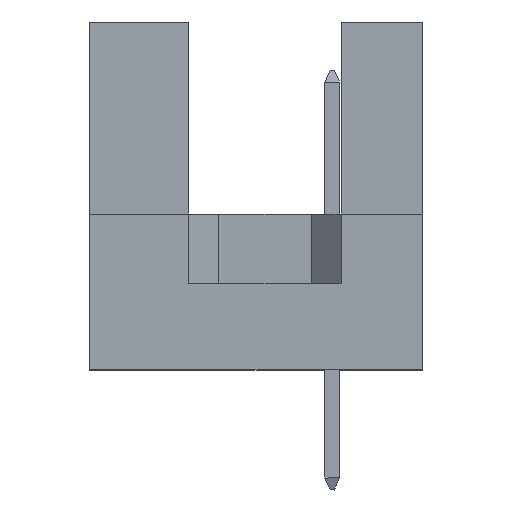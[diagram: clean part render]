
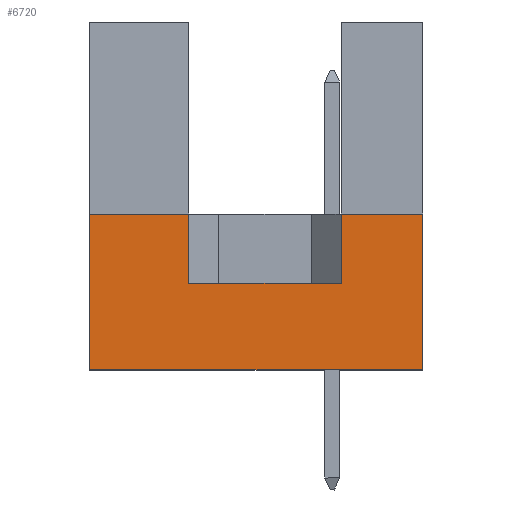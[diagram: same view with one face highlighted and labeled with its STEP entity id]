
A CAD part, left-side view. The second image highlights one B-rep face of the part: STEP entity #6720.
In plain terms, the highlighted planar face has unit normal (-1, 0, 0).
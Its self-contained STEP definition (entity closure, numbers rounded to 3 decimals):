
#13 = CARTESIAN_POINT ( 'NONE',  ( -27.5, 2.71, 2.9 ) ) ;
#26 = VECTOR ( 'NONE', #5415, 1000. ) ;
#54 = VERTEX_POINT ( 'NONE', #6417 ) ;
#213 = LINE ( 'NONE', #3001, #6304 ) ;
#231 = VERTEX_POINT ( 'NONE', #5665 ) ;
#338 = CARTESIAN_POINT ( 'NONE',  ( -27.5, 2.71, 2.9 ) ) ;
#397 = VECTOR ( 'NONE', #3025, 1000. ) ;
#509 = CARTESIAN_POINT ( 'NONE',  ( -27.5, 11.1, 5.2 ) ) ;
#557 = VERTEX_POINT ( 'NONE', #509 ) ;
#1116 = LINE ( 'NONE', #3070, #397 ) ;
#1172 = VERTEX_POINT ( 'NONE', #8031 ) ;
#1263 = CARTESIAN_POINT ( 'NONE',  ( -27.5, 7.79, 2.9 ) ) ;
#1545 = DIRECTION ( 'NONE',  ( 0., -1., 0. ) ) ;
#1550 = LINE ( 'NONE', #4293, #8236 ) ;
#1600 = VERTEX_POINT ( 'NONE', #3784 ) ;
#1681 = DIRECTION ( 'NONE',  ( 0., 0., 1. ) ) ;
#1750 = DIRECTION ( 'NONE',  ( 1., 0., 0. ) ) ;
#1996 = VECTOR ( 'NONE', #4903, 1000. ) ;
#2048 = EDGE_CURVE ( 'NONE', #6739, #231, #6279, .T. ) ;
#2154 = EDGE_CURVE ( 'NONE', #7669, #6739, #1116, .T. ) ;
#2615 = VECTOR ( 'NONE', #1545, 1000. ) ;
#2754 = EDGE_CURVE ( 'NONE', #557, #7024, #9028, .T. ) ;
#2880 = EDGE_CURVE ( 'NONE', #7669, #7024, #8702, .T. ) ;
#2885 = EDGE_CURVE ( 'NONE', #231, #54, #3097, .T. ) ;
#3001 = CARTESIAN_POINT ( 'NONE',  ( -27.5, 11.1, 0. ) ) ;
#3025 = DIRECTION ( 'NONE',  ( 0., -1., 0. ) ) ;
#3070 = CARTESIAN_POINT ( 'NONE',  ( -27.5, 7.79, 2.9 ) ) ;
#3097 = LINE ( 'NONE', #8180, #4334 ) ;
#3333 = ORIENTED_EDGE ( 'NONE', *, *, #7686, .T. ) ;
#3508 = DIRECTION ( 'NONE',  ( 0., 0., 1. ) ) ;
#3583 = ORIENTED_EDGE ( 'NONE', *, *, #8723, .F. ) ;
#3688 = EDGE_LOOP ( 'NONE', ( #8903, #4194, #7623, #3583, #7836, #3333, #4506, #6373 ) ) ;
#3784 = CARTESIAN_POINT ( 'NONE',  ( -27.5, 11.1, 0. ) ) ;
#4194 = ORIENTED_EDGE ( 'NONE', *, *, #2880, .T. ) ;
#4293 = CARTESIAN_POINT ( 'NONE',  ( -27.5, 11.1, 0. ) ) ;
#4334 = VECTOR ( 'NONE', #6570, 1000. ) ;
#4445 = FACE_OUTER_BOUND ( 'NONE', #3688, .T. ) ;
#4506 = ORIENTED_EDGE ( 'NONE', *, *, #2885, .F. ) ;
#4864 = LINE ( 'NONE', #8320, #26 ) ;
#4903 = DIRECTION ( 'NONE',  ( 0., 0., 1. ) ) ;
#5128 = DIRECTION ( 'NONE',  ( 0., 0., -1. ) ) ;
#5415 = DIRECTION ( 'NONE',  ( 0., 0., 1. ) ) ;
#5665 = CARTESIAN_POINT ( 'NONE',  ( -27.5, 2.71, 5.2 ) ) ;
#5890 = CARTESIAN_POINT ( 'NONE',  ( -27.5, 7.79, 2.9 ) ) ;
#6217 = CARTESIAN_POINT ( 'NONE',  ( -27.5, 11.1, 5.2 ) ) ;
#6279 = LINE ( 'NONE', #13, #1996 ) ;
#6304 = VECTOR ( 'NONE', #7862, 1000. ) ;
#6373 = ORIENTED_EDGE ( 'NONE', *, *, #2048, .F. ) ;
#6417 = CARTESIAN_POINT ( 'NONE',  ( -27.5, 0., 5.2 ) ) ;
#6570 = DIRECTION ( 'NONE',  ( 0., -1., 0. ) ) ;
#6720 = ADVANCED_FACE ( 'NONE', ( #4445 ), #7987, .F. ) ;
#6739 = VERTEX_POINT ( 'NONE', #338 ) ;
#7024 = VERTEX_POINT ( 'NONE', #9041 ) ;
#7054 = AXIS2_PLACEMENT_3D ( 'NONE', #8583, #1750, #5128 ) ;
#7461 = EDGE_CURVE ( 'NONE', #1600, #1172, #213, .T. ) ;
#7623 = ORIENTED_EDGE ( 'NONE', *, *, #2754, .F. ) ;
#7669 = VERTEX_POINT ( 'NONE', #1263 ) ;
#7686 = EDGE_CURVE ( 'NONE', #1172, #54, #4864, .T. ) ;
#7836 = ORIENTED_EDGE ( 'NONE', *, *, #7461, .T. ) ;
#7862 = DIRECTION ( 'NONE',  ( 0., -1., 0. ) ) ;
#7987 = PLANE ( 'NONE',  #7054 ) ;
#8031 = CARTESIAN_POINT ( 'NONE',  ( -27.5, 0., 0. ) ) ;
#8180 = CARTESIAN_POINT ( 'NONE',  ( -27.5, 11.1, 5.2 ) ) ;
#8236 = VECTOR ( 'NONE', #3508, 1000. ) ;
#8320 = CARTESIAN_POINT ( 'NONE',  ( -27.5, 0., 0. ) ) ;
#8583 = CARTESIAN_POINT ( 'NONE',  ( -27.5, 11.1, 0. ) ) ;
#8597 = VECTOR ( 'NONE', #1681, 1000. ) ;
#8702 = LINE ( 'NONE', #5890, #8597 ) ;
#8723 = EDGE_CURVE ( 'NONE', #1600, #557, #1550, .T. ) ;
#8903 = ORIENTED_EDGE ( 'NONE', *, *, #2154, .F. ) ;
#9028 = LINE ( 'NONE', #6217, #2615 ) ;
#9041 = CARTESIAN_POINT ( 'NONE',  ( -27.5, 7.79, 5.2 ) ) ;
